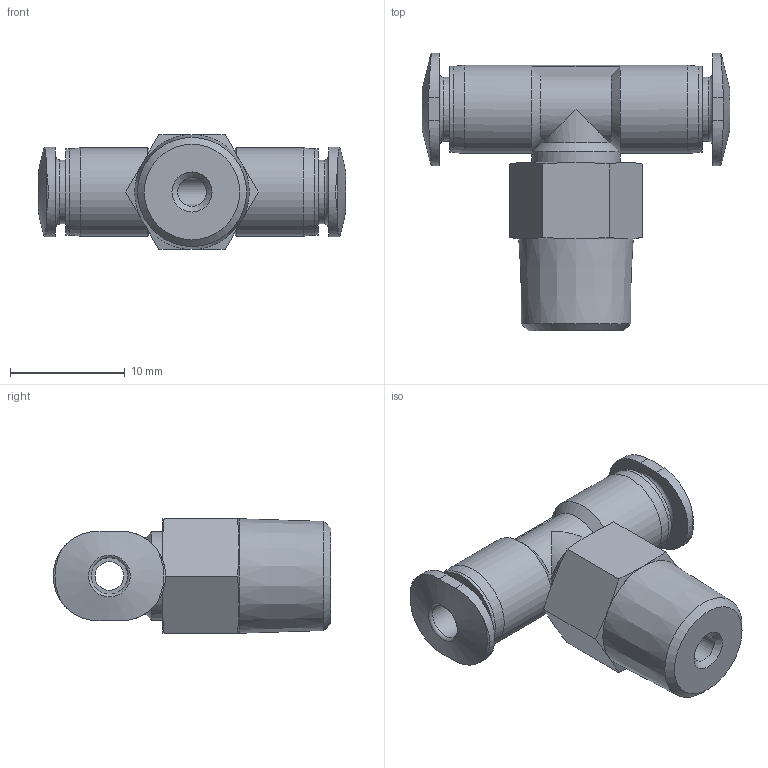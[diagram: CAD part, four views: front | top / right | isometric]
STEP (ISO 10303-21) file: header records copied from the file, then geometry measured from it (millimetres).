
FILE_DESCRIPTION(/* description */ ('STEP AP214'),/* implementation_level */ '2;1');
FILE_NAME(/* name */ '533251_QBMT-1_8-1_8-U-M',/* time_stamp */ '2024-09-14T03:38:38+02:00',/* author */ ('License CC BY-ND 4.0'),/* organization */ ('CADENAS'),/* preprocessor_version */ 'ST-DEVELOPER v19.3',/* originating_system */ 'PARTsolutions',/* authorisation */ ' ');
FILE_SCHEMA (('AUTOMOTIVE_DESIGN {1 0 10303 214 3 1 1}'));
Length unit declared in the file: millimetre
Products named in the file (1): 533251 QBMT-1/8-1/8-U-M
Bounding box: 26.78 x 24.2 x 10 mm (x, y, z)
Volume: 2066 mm3; surface area: 1821 mm2
Topology: 1 solids, 1 shells, 72 faces, 175 edges, 110 vertices
Faces by surface type: cone 25, plane 21, cylinder 18, torus 8
Full cylindrical faces by diameter (mm): 2.5 x2, 3.175 x2, 5.575 x2, 7.5 x2, 7.7 x2
Entity records: 2531 total; most frequent: CARTESIAN_POINT 503, DIRECTION 296, ORIENTED_EDGE 292, EDGE_CURVE 146, AXIS2_PLACEMENT_3D 137, VERTEX_POINT 104, EDGE_LOOP 104, FACE_BOUND 104
